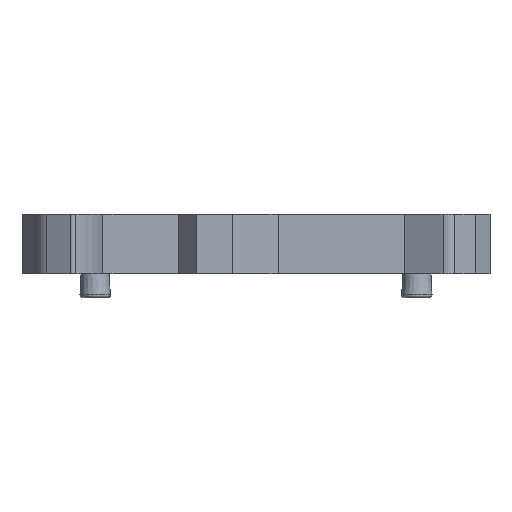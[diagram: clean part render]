
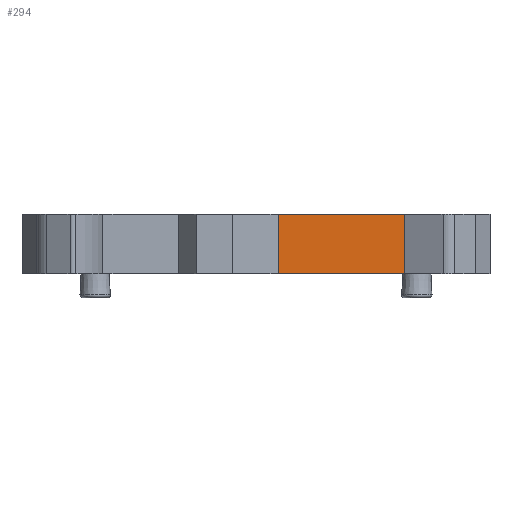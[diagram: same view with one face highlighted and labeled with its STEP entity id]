
A CAD part, front view. The second image highlights one B-rep face of the part: STEP entity #294.
In plain terms, the highlighted planar face has unit normal (0, -1, 0).
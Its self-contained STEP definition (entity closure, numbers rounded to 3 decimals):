
#294=ADVANCED_FACE('',(#835),#836,.F.);
#835=FACE_OUTER_BOUND('',#1409,.T.);
#836=PLANE('',#1410);
#1409=EDGE_LOOP('',(#3571,#3572,#3573,#3574));
#1410=AXIS2_PLACEMENT_3D('',#3575,#3576,#3577);
#3571=ORIENTED_EDGE('',*,*,#4508,.T.);
#3572=ORIENTED_EDGE('',*,*,#4111,.F.);
#3573=ORIENTED_EDGE('',*,*,#4509,.F.);
#3574=ORIENTED_EDGE('',*,*,#3989,.T.);
#3575=CARTESIAN_POINT('',(16.784,-39.55,0.0));
#3576=DIRECTION('',(-0.0,1.0,0.0));
#3577=DIRECTION('',(1.0,0.0,0.0));
#3989=EDGE_CURVE('',#4907,#4905,#4908,.T.);
#4111=EDGE_CURVE('',#5099,#5101,#5102,.T.);
#4508=EDGE_CURVE('',#4905,#5101,#5708,.T.);
#4509=EDGE_CURVE('',#4907,#5099,#5709,.T.);
#4905=VERTEX_POINT('',#6259);
#4907=VERTEX_POINT('',#6262);
#4908=LINE('',#6263,#6264);
#5099=VERTEX_POINT('',#6536);
#5101=VERTEX_POINT('',#6539);
#5102=LINE('',#6540,#6541);
#5708=LINE('',#7493,#7494);
#5709=LINE('',#7495,#7496);
#6259=CARTESIAN_POINT('',(2.27,-39.55,0.0));
#6262=CARTESIAN_POINT('',(16.784,-39.55,0.0));
#6263=CARTESIAN_POINT('',(16.784,-39.55,0.0));
#6264=VECTOR('',#7872,14.514);
#6536=CARTESIAN_POINT('',(16.784,-39.55,-6.1));
#6539=CARTESIAN_POINT('',(2.27,-39.55,-6.1));
#6540=CARTESIAN_POINT('',(16.784,-39.55,-6.1));
#6541=VECTOR('',#8072,14.514);
#7493=CARTESIAN_POINT('',(2.27,-39.55,0.0));
#7494=VECTOR('',#8589,6.1);
#7495=CARTESIAN_POINT('',(16.784,-39.55,0.0));
#7496=VECTOR('',#8590,6.1);
#7872=DIRECTION('',(-1.0,0.0,0.0));
#8072=DIRECTION('',(-1.0,0.0,0.0));
#8589=DIRECTION('',(0.0,0.0,-1.0));
#8590=DIRECTION('',(0.0,0.0,-1.0));
